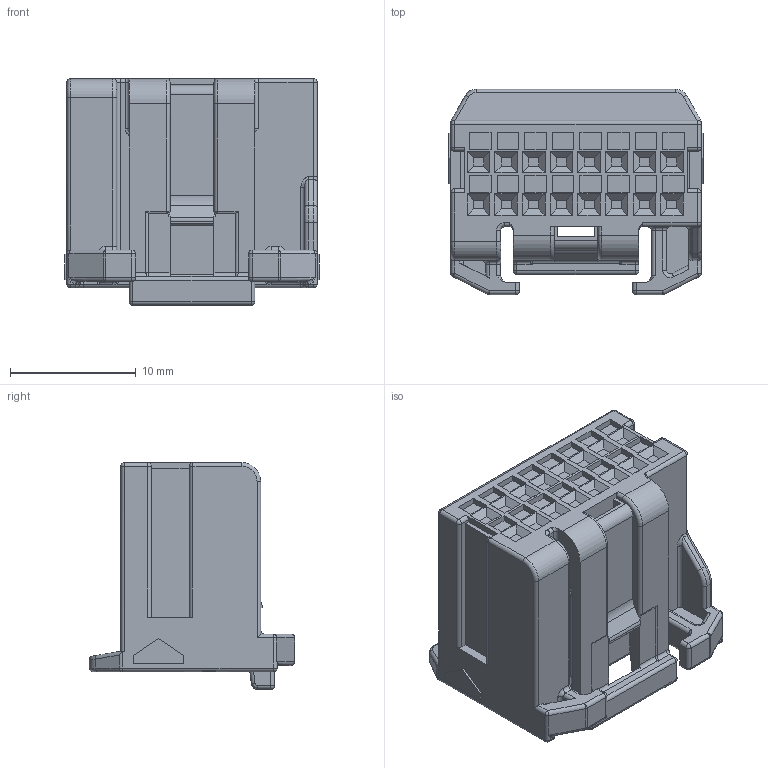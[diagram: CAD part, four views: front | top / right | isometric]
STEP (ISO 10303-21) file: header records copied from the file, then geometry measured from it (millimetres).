
FILE_DESCRIPTION((''),'2;1');
FILE_NAME('025_II_16F_HSG_REV00','2022-06-29T11:28:02',('jhryu'),(''),'CREO PARAMETRIC BY PTC INC, 2017380','CREO PARAMETRIC BY PTC INC, 2017380','');
FILE_SCHEMA(('CONFIG_CONTROL_DESIGN'));
Length unit declared in the file: millimetre
Products named in the file (1): 025_II_16F_HSG_REV00
Bounding box: 20.23 x 16.35 x 18.05 mm (x, y, z)
Volume: 3089 mm3; surface area: 2363.2 mm2
Topology: 1 solids, 1 shells, 1139 faces, 2994 edges, 1931 vertices
Faces by surface type: plane 893, cylinder 151, torus 34, bspline 28, sphere 25, extrusion 6, cone 2
Entity records: 35878 total; most frequent: CARTESIAN_POINT 7771, ORIENTED_EDGE 5984, DIRECTION 5452, EDGE_CURVE 2992, VECTOR 2580, LINE 2574, VERTEX_POINT 1931, AXIS2_PLACEMENT_3D 1436
